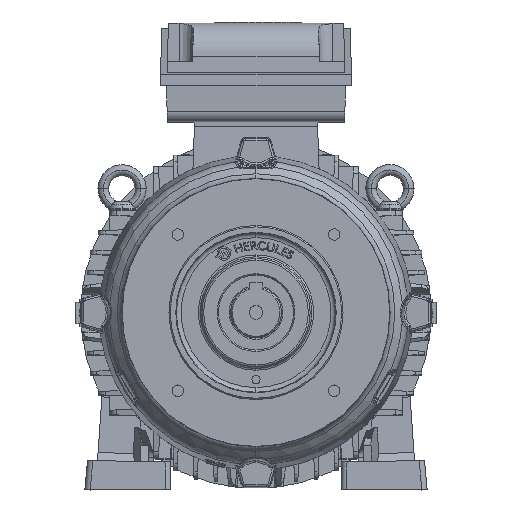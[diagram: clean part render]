
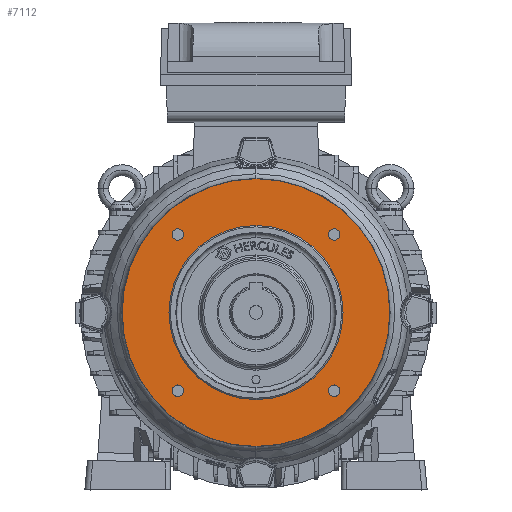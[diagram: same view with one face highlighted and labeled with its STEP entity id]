
A CAD part, top view. The second image highlights one B-rep face of the part: STEP entity #7112.
In plain terms, the highlighted planar face has unit normal (0, 0, 1).
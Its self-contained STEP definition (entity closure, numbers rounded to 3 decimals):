
#73 = EDGE_CURVE ( 'NONE', #77058, #45512, #48675, .T. ) ;
#241 = AXIS2_PLACEMENT_3D ( 'NONE', #49324, #24720, #38064 ) ;
#1166 = CARTESIAN_POINT ( 'NONE',  ( -58.336, -58.336, 62.5 ) ) ;
#1956 = DIRECTION ( 'NONE',  ( -1., 0., 0. ) ) ;
#2008 = ORIENTED_EDGE ( 'NONE', *, *, #51064, .F. ) ;
#2054 = CIRCLE ( 'NONE', #9984, 4.25 ) ;
#2318 = VERTEX_POINT ( 'NONE', #69227 ) ;
#2371 = FACE_BOUND ( 'NONE', #31340, .T. ) ;
#3747 = CARTESIAN_POINT ( 'NONE',  ( 65., 0., 62.5 ) ) ;
#5106 = DIRECTION ( 'NONE',  ( 0., 0., 1. ) ) ;
#6598 = AXIS2_PLACEMENT_3D ( 'NONE', #10063, #15521, #48838 ) ;
#7112 = ADVANCED_FACE ( 'NONE', ( #21103, #26549, #39871, #46560, #2371, #72368 ), #8184, .F. ) ;
#8109 = EDGE_CURVE ( 'NONE', #45512, #77058, #21923, .T. ) ;
#8184 = PLANE ( 'NONE',  #22968 ) ;
#8225 = VERTEX_POINT ( 'NONE', #66164 ) ;
#8600 = CARTESIAN_POINT ( 'NONE',  ( -65., 0., 62.5 ) ) ;
#9950 = CIRCLE ( 'NONE', #49891, 4.25 ) ;
#9984 = AXIS2_PLACEMENT_3D ( 'NONE', #46950, #47356, #72754 ) ;
#10063 = CARTESIAN_POINT ( 'NONE',  ( -58.336, 58.336, 62.5 ) ) ;
#12068 = EDGE_CURVE ( 'NONE', #72174, #22654, #15579, .T. ) ;
#13716 = VERTEX_POINT ( 'NONE', #46178 ) ;
#14010 = CARTESIAN_POINT ( 'NONE',  ( 58.336, -58.336, 62.5 ) ) ;
#14347 = AXIS2_PLACEMENT_3D ( 'NONE', #61643, #55400, #49140 ) ;
#15266 = DIRECTION ( 'NONE',  ( 0., 0., -1. ) ) ;
#15521 = DIRECTION ( 'NONE',  ( 0., 0., 1. ) ) ;
#15579 = CIRCLE ( 'NONE', #23533, 4.25 ) ;
#16564 = VERTEX_POINT ( 'NONE', #3747 ) ;
#17587 = CARTESIAN_POINT ( 'NONE',  ( -62.586, 58.336, 62.5 ) ) ;
#21103 = FACE_BOUND ( 'NONE', #78698, .T. ) ;
#21413 = VERTEX_POINT ( 'NONE', #22509 ) ;
#21923 = CIRCLE ( 'NONE', #45948, 4.25 ) ;
#22251 = ORIENTED_EDGE ( 'NONE', *, *, #40401, .F. ) ;
#22509 = CARTESIAN_POINT ( 'NONE',  ( 0., 99.97, 62.5 ) ) ;
#22654 = VERTEX_POINT ( 'NONE', #53311 ) ;
#22968 = AXIS2_PLACEMENT_3D ( 'NONE', #34023, #15266, #1956 ) ;
#23104 = DIRECTION ( 'NONE',  ( 0., 0., 1. ) ) ;
#23533 = AXIS2_PLACEMENT_3D ( 'NONE', #43766, #23750, #49186 ) ;
#23750 = DIRECTION ( 'NONE',  ( 0., 0., 1. ) ) ;
#24188 = CIRCLE ( 'NONE', #241, 99.97 ) ;
#24720 = DIRECTION ( 'NONE',  ( 0., 0., -1. ) ) ;
#26549 = FACE_BOUND ( 'NONE', #56313, .T. ) ;
#26596 = CARTESIAN_POINT ( 'NONE',  ( -54.086, -58.336, 62.5 ) ) ;
#28850 = DIRECTION ( 'NONE',  ( 0., 0., 1. ) ) ;
#28966 = CIRCLE ( 'NONE', #14347, 4.25 ) ;
#30993 = EDGE_CURVE ( 'NONE', #41579, #8225, #28966, .T. ) ;
#31340 = EDGE_LOOP ( 'NONE', ( #62465, #2008 ) ) ;
#31470 = VERTEX_POINT ( 'NONE', #42982 ) ;
#32590 = DIRECTION ( 'NONE',  ( 0., 0., -1. ) ) ;
#32928 = CIRCLE ( 'NONE', #78242, 99.97 ) ;
#33231 = DIRECTION ( 'NONE',  ( 0., 0., 1. ) ) ;
#33884 = ORIENTED_EDGE ( 'NONE', *, *, #52161, .F. ) ;
#34023 = CARTESIAN_POINT ( 'NONE',  ( 0., 0., 62.5 ) ) ;
#35676 = EDGE_CURVE ( 'NONE', #22654, #72174, #61150, .T. ) ;
#36001 = DIRECTION ( 'NONE',  ( 1., 0., 0. ) ) ;
#38064 = DIRECTION ( 'NONE',  ( -1., 0., 0. ) ) ;
#39220 = AXIS2_PLACEMENT_3D ( 'NONE', #42670, #74786, #48546 ) ;
#39436 = DIRECTION ( 'NONE',  ( 1., 0., 0. ) ) ;
#39871 = FACE_BOUND ( 'NONE', #41306, .T. ) ;
#40401 = EDGE_CURVE ( 'NONE', #13716, #31470, #56025, .T. ) ;
#41306 = EDGE_LOOP ( 'NONE', ( #65177, #58004 ) ) ;
#41579 = VERTEX_POINT ( 'NONE', #74808 ) ;
#41634 = AXIS2_PLACEMENT_3D ( 'NONE', #54151, #47497, #79600 ) ;
#42670 = CARTESIAN_POINT ( 'NONE',  ( -58.336, -58.336, 62.5 ) ) ;
#42982 = CARTESIAN_POINT ( 'NONE',  ( 54.086, -58.336, 62.5 ) ) ;
#43310 = EDGE_CURVE ( 'NONE', #16564, #66511, #50934, .T. ) ;
#43329 = ORIENTED_EDGE ( 'NONE', *, *, #35676, .F. ) ;
#43766 = CARTESIAN_POINT ( 'NONE',  ( -58.336, 58.336, 62.5 ) ) ;
#44790 = CIRCLE ( 'NONE', #51446, 65. ) ;
#45512 = VERTEX_POINT ( 'NONE', #26596 ) ;
#45948 = AXIS2_PLACEMENT_3D ( 'NONE', #1166, #33231, #58683 ) ;
#46178 = CARTESIAN_POINT ( 'NONE',  ( 62.586, -58.336, 62.5 ) ) ;
#46560 = FACE_BOUND ( 'NONE', #48639, .T. ) ;
#46950 = CARTESIAN_POINT ( 'NONE',  ( 58.336, -58.336, 62.5 ) ) ;
#47356 = DIRECTION ( 'NONE',  ( 0., 0., 1. ) ) ;
#47497 = DIRECTION ( 'NONE',  ( 0., 0., 1. ) ) ;
#48546 = DIRECTION ( 'NONE',  ( 1., 0., 0. ) ) ;
#48636 = EDGE_CURVE ( 'NONE', #8225, #41579, #9950, .T. ) ;
#48639 = EDGE_LOOP ( 'NONE', ( #22251, #61563 ) ) ;
#48675 = CIRCLE ( 'NONE', #39220, 4.25 ) ;
#48838 = DIRECTION ( 'NONE',  ( 1., 0., 0. ) ) ;
#49140 = DIRECTION ( 'NONE',  ( 1., 0., 0. ) ) ;
#49186 = DIRECTION ( 'NONE',  ( 1., 0., 0. ) ) ;
#49324 = CARTESIAN_POINT ( 'NONE',  ( 0., 0., 62.5 ) ) ;
#49891 = AXIS2_PLACEMENT_3D ( 'NONE', #81902, #23104, #36001 ) ;
#50934 = CIRCLE ( 'NONE', #41634, 65. ) ;
#51064 = EDGE_CURVE ( 'NONE', #66511, #16564, #44790, .T. ) ;
#51446 = AXIS2_PLACEMENT_3D ( 'NONE', #62222, #5106, #67240 ) ;
#52161 = EDGE_CURVE ( 'NONE', #2318, #21413, #32928, .T. ) ;
#52282 = ORIENTED_EDGE ( 'NONE', *, *, #48636, .F. ) ;
#53311 = CARTESIAN_POINT ( 'NONE',  ( -54.086, 58.336, 62.5 ) ) ;
#54151 = CARTESIAN_POINT ( 'NONE',  ( 0., 0., 62.5 ) ) ;
#54939 = ORIENTED_EDGE ( 'NONE', *, *, #12068, .F. ) ;
#55400 = DIRECTION ( 'NONE',  ( 0., 0., 1. ) ) ;
#56025 = CIRCLE ( 'NONE', #65336, 4.25 ) ;
#56313 = EDGE_LOOP ( 'NONE', ( #43329, #54939 ) ) ;
#56370 = EDGE_CURVE ( 'NONE', #21413, #2318, #24188, .T. ) ;
#58004 = ORIENTED_EDGE ( 'NONE', *, *, #73, .F. ) ;
#58683 = DIRECTION ( 'NONE',  ( 1., 0., 0. ) ) ;
#61150 = CIRCLE ( 'NONE', #6598, 4.25 ) ;
#61563 = ORIENTED_EDGE ( 'NONE', *, *, #81829, .F. ) ;
#61643 = CARTESIAN_POINT ( 'NONE',  ( 58.336, 58.336, 62.5 ) ) ;
#62222 = CARTESIAN_POINT ( 'NONE',  ( 0., 0., 62.5 ) ) ;
#62465 = ORIENTED_EDGE ( 'NONE', *, *, #43310, .F. ) ;
#63419 = CARTESIAN_POINT ( 'NONE',  ( -62.586, -58.336, 62.5 ) ) ;
#63467 = DIRECTION ( 'NONE',  ( -1., 0., 0. ) ) ;
#65177 = ORIENTED_EDGE ( 'NONE', *, *, #8109, .F. ) ;
#65336 = AXIS2_PLACEMENT_3D ( 'NONE', #14010, #28850, #39436 ) ;
#66164 = CARTESIAN_POINT ( 'NONE',  ( 62.586, 58.336, 62.5 ) ) ;
#66511 = VERTEX_POINT ( 'NONE', #8600 ) ;
#67218 = ORIENTED_EDGE ( 'NONE', *, *, #56370, .F. ) ;
#67240 = DIRECTION ( 'NONE',  ( 1., 0., 0. ) ) ;
#68890 = CARTESIAN_POINT ( 'NONE',  ( 0., 0., 62.5 ) ) ;
#69227 = CARTESIAN_POINT ( 'NONE',  ( 0., -99.97, 62.5 ) ) ;
#72174 = VERTEX_POINT ( 'NONE', #17587 ) ;
#72368 = FACE_OUTER_BOUND ( 'NONE', #76206, .T. ) ;
#72754 = DIRECTION ( 'NONE',  ( 1., 0., 0. ) ) ;
#74786 = DIRECTION ( 'NONE',  ( 0., 0., 1. ) ) ;
#74808 = CARTESIAN_POINT ( 'NONE',  ( 54.086, 58.336, 62.5 ) ) ;
#75547 = ORIENTED_EDGE ( 'NONE', *, *, #30993, .F. ) ;
#76206 = EDGE_LOOP ( 'NONE', ( #33884, #67218 ) ) ;
#77058 = VERTEX_POINT ( 'NONE', #63419 ) ;
#78242 = AXIS2_PLACEMENT_3D ( 'NONE', #68890, #32590, #63467 ) ;
#78698 = EDGE_LOOP ( 'NONE', ( #52282, #75547 ) ) ;
#79600 = DIRECTION ( 'NONE',  ( 1., 0., 0. ) ) ;
#81829 = EDGE_CURVE ( 'NONE', #31470, #13716, #2054, .T. ) ;
#81902 = CARTESIAN_POINT ( 'NONE',  ( 58.336, 58.336, 62.5 ) ) ;
